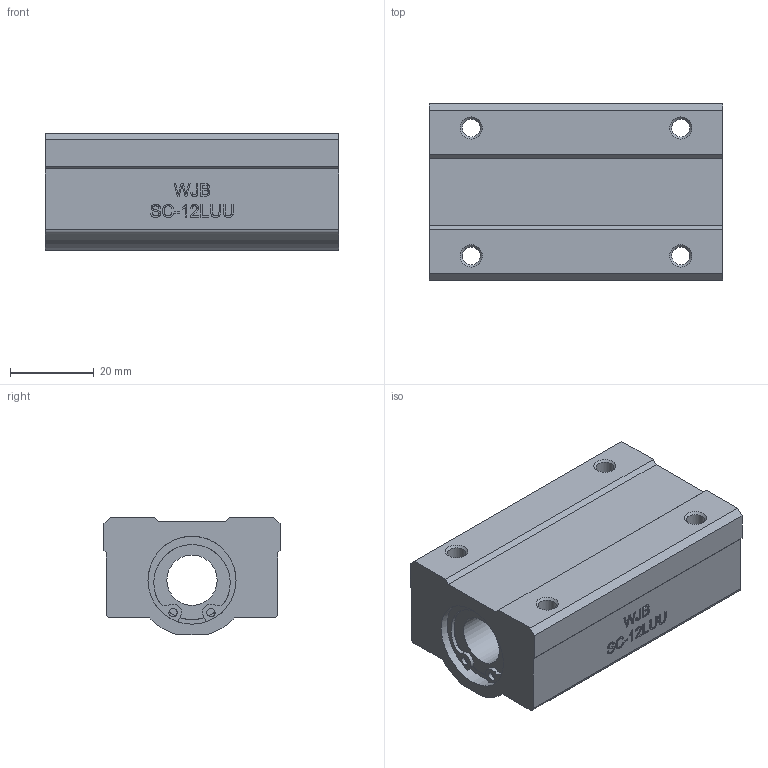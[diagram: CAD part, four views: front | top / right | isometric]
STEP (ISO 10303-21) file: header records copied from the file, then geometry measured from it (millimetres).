
FILE_DESCRIPTION(/* description */ (''),/* implementation_level */ '2;1');
FILE_NAME(/* name */ 'WJB-SC12LUU.stp',/* time_stamp */ '2018-11-27T23:36:50+08:00',/* author */ (''),/* organization */ (''),/* preprocessor_version */ 'ST-DEVELOPER v11',/* originating_system */ 'SIEMENS UGS NX 6.0',/* authorisation */ '');
FILE_SCHEMA (('CONFIG_CONTROL_DESIGN'));
Length unit declared in the file: millimetre
Products named in the file (1): WJB-SC12LUU
Bounding box: 70 x 42 x 28 mm (x, y, z)
Volume: 61813.3 mm3; surface area: 15712.8 mm2
Topology: 3 solids, 3 shells, 255 faces, 655 edges, 430 vertices
Faces by surface type: plane 156, extrusion 64, cylinder 31, cone 4
Full cylindrical faces by diameter (mm): 2 x4, 4.3 x4, 12 x1, 18.8 x2, 20 x2, 21 x4
Entity records: 9452 total; most frequent: CARTESIAN_POINT 3612, ORIENTED_EDGE 1244, DIRECTION 956, EDGE_CURVE 622, VERTEX_POINT 418, VECTOR 376, EDGE_LOOP 322, LINE 312
